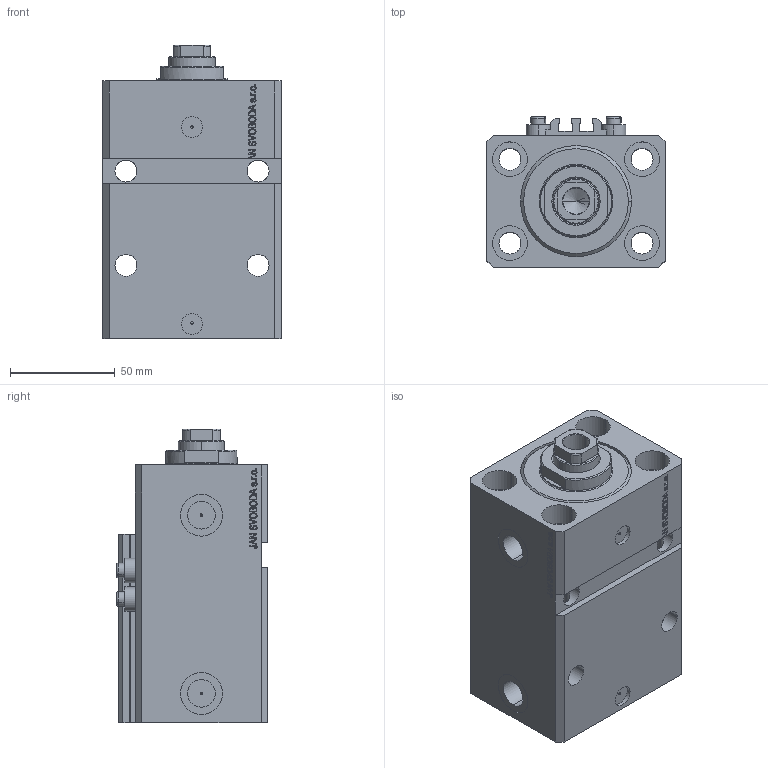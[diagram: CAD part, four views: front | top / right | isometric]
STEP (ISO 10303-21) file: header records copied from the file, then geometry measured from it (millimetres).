
FILE_DESCRIPTION (( 'STEP AP203' ), '1' );
FILE_NAME ('76ea.STEP', '2023-10-07T21:31:52', ( '' ), ( '' ), 'SwSTEP 2.0', 'SolidWorks 2019', '' );
FILE_SCHEMA (( 'CONFIG_CONTROL_DESIGN' ));
Length unit declared in the file: millimetre
Products named in the file (5): V250CE_E_Body 65d2b42661576c76e2d5d65ae066c4d4; V250CE_C_VCP 65d2b42661576c76e2d5d65ae066c4d4; V250CE_VC_E 65d2b42661576c76e2d5d65ae066c4d4; 76ea; ALLEN BOLT V250CE 65d2b42661576c76e2d5d65ae066c4d4
Assembly tree (7 placements, depth 2):
  76ea
    V250CE_E_Body 65d2b42661576c76e2d5d65ae066c4d4
    ALLEN BOLT V250CE 65d2b42661576c76e2d5d65ae066c4d4  x4
    V250CE_C_VCP 65d2b42661576c76e2d5d65ae066c4d4
    V250CE_VC_E 65d2b42661576c76e2d5d65ae066c4d4
Bounding box: 85 x 72 x 140 mm (x, y, z)
Volume: 556638.9 mm3; surface area: 119327.3 mm2
Topology: 8 solids, 8 shells, 1107 faces, 2769 edges, 1785 vertices
Faces by surface type: plane 535, bspline 356, cylinder 146, cone 56, torus 14
Entity records: 48103 total; most frequent: CARTESIAN_POINT 25014, ORIENTED_EDGE 5228, DIRECTION 3448, EDGE_CURVE 2614, VERTEX_POINT 1701, LINE 1602, VECTOR 1602, EDGE_LOOP 1169
